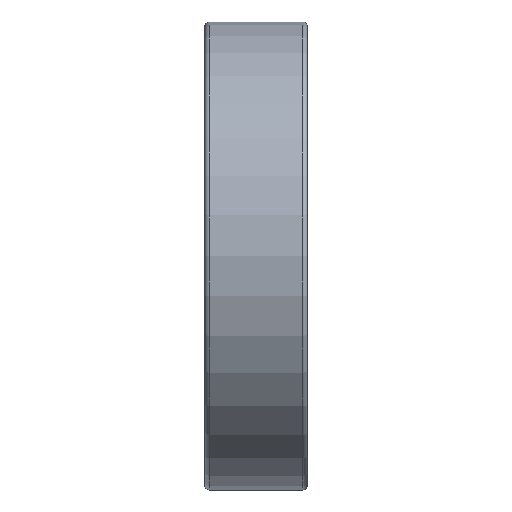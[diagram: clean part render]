
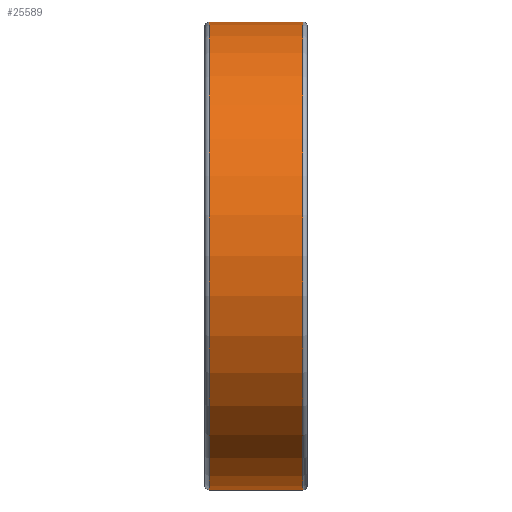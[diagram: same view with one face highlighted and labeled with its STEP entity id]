
A CAD part, top view. The second image highlights one B-rep face of the part: STEP entity #25589.
In plain terms, the highlighted cylindrical face has radius 16 mm (diameter 32 mm), a partial arc.
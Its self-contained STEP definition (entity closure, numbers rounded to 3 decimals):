
#15011=DIRECTION('',(-1.,0.,0.));
#15012=VECTOR('',#15011,6.4);
#15013=CARTESIAN_POINT('',(3.2,16.,0.));
#15014=LINE('',#15013,#15012);
#15018=DIRECTION('',(-1.,0.,0.));
#15019=VECTOR('',#15018,6.4);
#15020=CARTESIAN_POINT('',(3.2,-16.,0.));
#15021=LINE('',#15020,#15019);
#15033=CARTESIAN_POINT('',(3.2,0.,0.));
#15034=DIRECTION('',(1.,0.,0.));
#15035=DIRECTION('',(0.,1.,0.));
#15036=AXIS2_PLACEMENT_3D('',#15033,#15034,#15035);
#15041=CARTESIAN_POINT('',(-3.2,0.,0.));
#15042=DIRECTION('',(1.,0.,0.));
#15043=DIRECTION('',(0.,1.,0.));
#15044=AXIS2_PLACEMENT_3D('',#15041,#15042,#15043);
#22227=CARTESIAN_POINT('',(3.2,16.,0.));
#22228=CARTESIAN_POINT('',(-3.2,16.,0.));
#22229=VERTEX_POINT('',#22227);
#22230=VERTEX_POINT('',#22228);
#22239=CARTESIAN_POINT('',(3.2,-16.,0.));
#22240=CARTESIAN_POINT('',(-3.2,-16.,0.));
#22241=VERTEX_POINT('',#22239);
#22242=VERTEX_POINT('',#22240);
#25577=CARTESIAN_POINT('',(-3.85,0.,0.));
#25578=DIRECTION('',(1.,0.,0.));
#25579=DIRECTION('',(0.,-1.,0.));
#25580=AXIS2_PLACEMENT_3D('',#25577,#25578,#25579);
#25581=CYLINDRICAL_SURFACE('',#25580,16.);
#25582=ORIENTED_EDGE('',*,*,#25567,.F.);
#25583=ORIENTED_EDGE('',*,*,#25544,.T.);
#25584=ORIENTED_EDGE('',*,*,#25571,.T.);
#25586=ORIENTED_EDGE('',*,*,#25585,.F.);
#25587=EDGE_LOOP('',(#25582,#25583,#25584,#25586));
#25588=FACE_OUTER_BOUND('',#25587,.F.);
#15037=CIRCLE('',#15036,16.);
#15045=CIRCLE('',#15044,16.);
#25544=EDGE_CURVE('',#22229,#22241,#15037,.T.);
#25567=EDGE_CURVE('',#22229,#22230,#15014,.T.);
#25571=EDGE_CURVE('',#22241,#22242,#15021,.T.);
#25585=EDGE_CURVE('',#22230,#22242,#15045,.T.);
#25589=ADVANCED_FACE('',(#25588),#25581,.T.);
